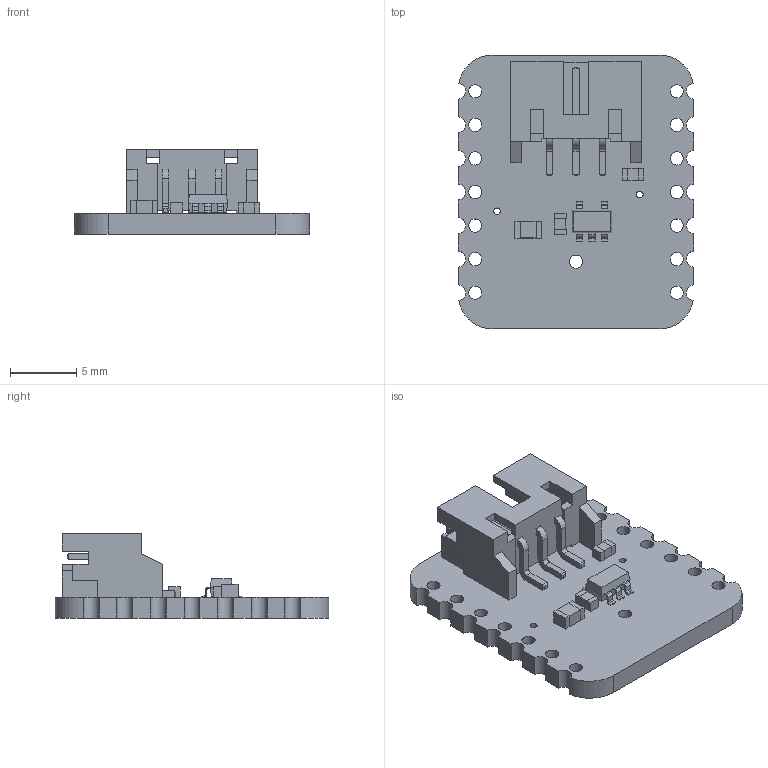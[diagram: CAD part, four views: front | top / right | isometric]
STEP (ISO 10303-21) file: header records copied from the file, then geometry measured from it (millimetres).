
FILE_DESCRIPTION(/* description */ (''),/* implementation_level */ '2;1');
FILE_NAME(/* name */ 'PCB Component.step',/* time_stamp */ '2022-11-22T15:20:31-05:00',/* author */ (''),/* organization */ (''),/* preprocessor_version */ 'ST-DEVELOPER v19.2',/* originating_system */ 'Autodesk Translation Framework v11.17.0.187',/* authorisation */ '');
FILE_SCHEMA (('AUTOMOTIVE_DESIGN { 1 0 10303 214 3 1 1 }'));
Length unit declared in the file: millimetre
Products named in the file (6): PCB Component; Board; 74AHCT1G125DBV; JST PH 3; 10uF; 100
Assembly tree (6 placements, depth 2):
  PCB Component
    Board
    74AHCT1G125DBV
    JST PH 3
    10uF
    100  x2
Bounding box: 17.78 x 20.7 x 6.37 mm (x, y, z)
Volume: 666.6 mm3; surface area: 1446.5 mm2
Topology: 10 solids, 10 shells, 316 faces, 862 edges, 562 vertices
Faces by surface type: plane 242, cylinder 74
Full cylindrical faces by diameter (mm): 0.5 x7, 1 x15
Entity records: 9949 total; most frequent: CARTESIAN_POINT 1678, ORIENTED_EDGE 1652, DIRECTION 1602, EDGE_CURVE 826, LINE 678, VECTOR 678, VERTEX_POINT 538, AXIS2_PLACEMENT_3D 462
